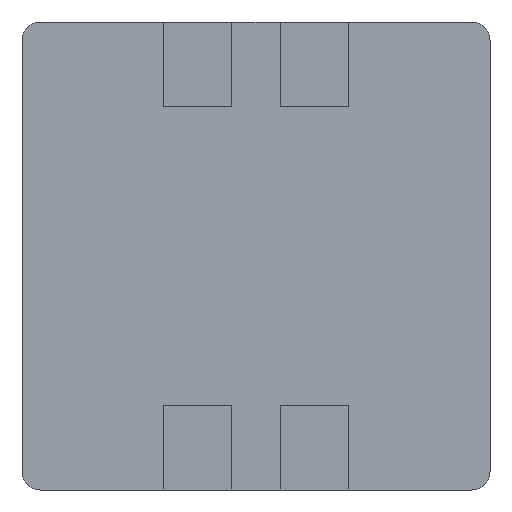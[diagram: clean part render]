
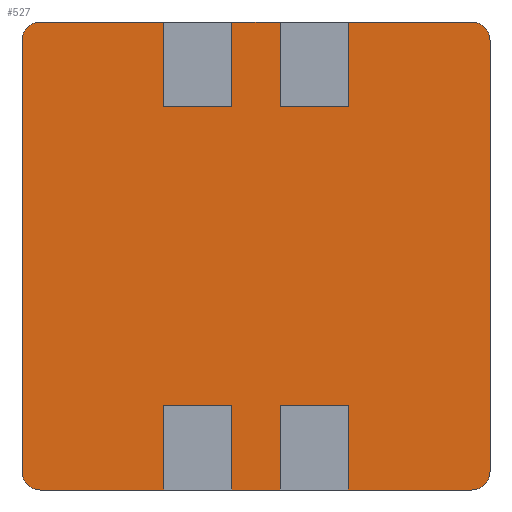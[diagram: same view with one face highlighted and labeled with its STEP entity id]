
A CAD part, front view. The second image highlights one B-rep face of the part: STEP entity #527.
In plain terms, the highlighted planar face has unit normal (0, -1, 0).
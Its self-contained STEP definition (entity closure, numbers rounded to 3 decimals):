
#5=CARTESIAN_POINT('',(5.85,0.,5.85));
#6=DIRECTION('',(0.,-1.,0.));
#7=DIRECTION('',(1.,0.,0.));
#8=AXIS2_PLACEMENT_3D('',#5,#6,#7);
#10=DIRECTION('',(0.,0.,-1.));
#11=VECTOR('',#10,11.7);
#12=CARTESIAN_POINT('',(6.35,0.,5.85));
#13=LINE('',#12,#11);
#14=CARTESIAN_POINT('',(5.85,0.,-5.85));
#15=DIRECTION('',(0.,-1.,0.));
#16=DIRECTION('',(0.,0.,-1.));
#17=AXIS2_PLACEMENT_3D('',#14,#15,#16);
#19=DIRECTION('',(-1.,0.,0.));
#20=VECTOR('',#19,3.35);
#21=CARTESIAN_POINT('',(5.85,0.,-6.35));
#22=LINE('',#21,#20);
#23=DIRECTION('',(0.,0.,1.));
#24=VECTOR('',#23,2.3);
#25=CARTESIAN_POINT('',(2.5,0.,-6.35));
#26=LINE('',#25,#24);
#27=DIRECTION('',(1.,0.,0.));
#28=VECTOR('',#27,1.846);
#29=CARTESIAN_POINT('',(0.654,0.,-4.05));
#30=LINE('',#29,#28);
#31=DIRECTION('',(0.,0.,1.));
#32=VECTOR('',#31,2.3);
#33=CARTESIAN_POINT('',(0.654,0.,-6.35));
#34=LINE('',#33,#32);
#35=DIRECTION('',(-1.,0.,0.));
#36=VECTOR('',#35,1.308);
#37=CARTESIAN_POINT('',(0.654,0.,-6.35));
#38=LINE('',#37,#36);
#39=DIRECTION('',(0.,0.,1.));
#40=VECTOR('',#39,2.3);
#41=CARTESIAN_POINT('',(-0.654,0.,-6.35));
#42=LINE('',#41,#40);
#43=DIRECTION('',(1.,0.,0.));
#44=VECTOR('',#43,1.846);
#45=CARTESIAN_POINT('',(-2.5,0.,-4.05));
#46=LINE('',#45,#44);
#47=DIRECTION('',(0.,0.,1.));
#48=VECTOR('',#47,2.3);
#49=CARTESIAN_POINT('',(-2.5,0.,-6.35));
#50=LINE('',#49,#48);
#51=DIRECTION('',(-1.,0.,0.));
#52=VECTOR('',#51,3.35);
#53=CARTESIAN_POINT('',(-2.5,0.,-6.35));
#54=LINE('',#53,#52);
#55=CARTESIAN_POINT('',(-5.85,0.,-5.85));
#56=DIRECTION('',(0.,-1.,0.));
#57=DIRECTION('',(-1.,0.,0.));
#58=AXIS2_PLACEMENT_3D('',#55,#56,#57);
#60=DIRECTION('',(0.,0.,1.));
#61=VECTOR('',#60,11.7);
#62=CARTESIAN_POINT('',(-6.35,0.,-5.85));
#63=LINE('',#62,#61);
#64=CARTESIAN_POINT('',(-5.85,0.,5.85));
#65=DIRECTION('',(0.,-1.,0.));
#66=DIRECTION('',(0.,0.,1.));
#67=AXIS2_PLACEMENT_3D('',#64,#65,#66);
#69=DIRECTION('',(1.,0.,0.));
#70=VECTOR('',#69,3.35);
#71=CARTESIAN_POINT('',(-5.85,0.,6.35));
#72=LINE('',#71,#70);
#73=DIRECTION('',(0.,0.,-1.));
#74=VECTOR('',#73,2.3);
#75=CARTESIAN_POINT('',(-2.5,0.,6.35));
#76=LINE('',#75,#74);
#77=DIRECTION('',(-1.,0.,0.));
#78=VECTOR('',#77,1.846);
#79=CARTESIAN_POINT('',(-0.654,0.,4.05));
#80=LINE('',#79,#78);
#81=DIRECTION('',(0.,0.,-1.));
#82=VECTOR('',#81,2.3);
#83=CARTESIAN_POINT('',(-0.654,0.,6.35));
#84=LINE('',#83,#82);
#85=DIRECTION('',(1.,0.,0.));
#86=VECTOR('',#85,1.308);
#87=CARTESIAN_POINT('',(-0.654,0.,6.35));
#88=LINE('',#87,#86);
#89=DIRECTION('',(0.,0.,-1.));
#90=VECTOR('',#89,2.3);
#91=CARTESIAN_POINT('',(0.654,0.,6.35));
#92=LINE('',#91,#90);
#93=DIRECTION('',(-1.,0.,0.));
#94=VECTOR('',#93,1.846);
#95=CARTESIAN_POINT('',(2.5,0.,4.05));
#96=LINE('',#95,#94);
#97=DIRECTION('',(0.,0.,-1.));
#98=VECTOR('',#97,2.3);
#99=CARTESIAN_POINT('',(2.5,0.,6.35));
#100=LINE('',#99,#98);
#101=DIRECTION('',(1.,0.,0.));
#102=VECTOR('',#101,3.35);
#103=CARTESIAN_POINT('',(2.5,0.,6.35));
#104=LINE('',#103,#102);
#377=CARTESIAN_POINT('',(-2.5,0.,6.35));
#378=CARTESIAN_POINT('',(-2.5,0.,4.05));
#379=VERTEX_POINT('',#377);
#380=VERTEX_POINT('',#378);
#381=CARTESIAN_POINT('',(-0.654,0.,6.35));
#382=CARTESIAN_POINT('',(-0.654,0.,4.05));
#383=VERTEX_POINT('',#381);
#384=VERTEX_POINT('',#382);
#385=CARTESIAN_POINT('',(0.654,0.,6.35));
#386=CARTESIAN_POINT('',(0.654,0.,4.05));
#387=VERTEX_POINT('',#385);
#388=VERTEX_POINT('',#386);
#389=CARTESIAN_POINT('',(2.5,0.,6.35));
#390=CARTESIAN_POINT('',(2.5,0.,4.05));
#391=VERTEX_POINT('',#389);
#392=VERTEX_POINT('',#390);
#393=CARTESIAN_POINT('',(-2.5,0.,-4.05));
#394=CARTESIAN_POINT('',(-0.654,0.,-4.05));
#395=VERTEX_POINT('',#393);
#396=VERTEX_POINT('',#394);
#397=CARTESIAN_POINT('',(-0.654,0.,-6.35));
#398=VERTEX_POINT('',#397);
#399=CARTESIAN_POINT('',(-2.5,0.,-6.35));
#400=VERTEX_POINT('',#399);
#401=CARTESIAN_POINT('',(0.654,0.,-4.05));
#402=CARTESIAN_POINT('',(2.5,0.,-4.05));
#403=VERTEX_POINT('',#401);
#404=VERTEX_POINT('',#402);
#405=CARTESIAN_POINT('',(2.5,0.,-6.35));
#406=VERTEX_POINT('',#405);
#407=CARTESIAN_POINT('',(0.654,0.,-6.35));
#408=VERTEX_POINT('',#407);
#425=CARTESIAN_POINT('',(6.35,0.,5.85));
#426=CARTESIAN_POINT('',(5.85,0.,6.35));
#427=VERTEX_POINT('',#425);
#428=VERTEX_POINT('',#426);
#433=CARTESIAN_POINT('',(5.85,0.,-6.35));
#434=CARTESIAN_POINT('',(6.35,0.,-5.85));
#435=VERTEX_POINT('',#433);
#436=VERTEX_POINT('',#434);
#441=CARTESIAN_POINT('',(-5.85,0.,6.35));
#442=CARTESIAN_POINT('',(-6.35,0.,5.85));
#443=VERTEX_POINT('',#441);
#444=VERTEX_POINT('',#442);
#449=CARTESIAN_POINT('',(-6.35,0.,-5.85));
#450=CARTESIAN_POINT('',(-5.85,0.,-6.35));
#451=VERTEX_POINT('',#449);
#452=VERTEX_POINT('',#450);
#473=CARTESIAN_POINT('',(0.,0.,0.));
#474=DIRECTION('',(0.,1.,0.));
#475=DIRECTION('',(1.,0.,0.));
#476=AXIS2_PLACEMENT_3D('',#473,#474,#475);
#477=PLANE('',#476);
#479=ORIENTED_EDGE('',*,*,#478,.F.);
#481=ORIENTED_EDGE('',*,*,#480,.T.);
#483=ORIENTED_EDGE('',*,*,#482,.F.);
#485=ORIENTED_EDGE('',*,*,#484,.T.);
#487=ORIENTED_EDGE('',*,*,#486,.T.);
#489=ORIENTED_EDGE('',*,*,#488,.F.);
#491=ORIENTED_EDGE('',*,*,#490,.F.);
#493=ORIENTED_EDGE('',*,*,#492,.T.);
#494=ORIENTED_EDGE('',*,*,#462,.T.);
#496=ORIENTED_EDGE('',*,*,#495,.F.);
#498=ORIENTED_EDGE('',*,*,#497,.F.);
#500=ORIENTED_EDGE('',*,*,#499,.T.);
#502=ORIENTED_EDGE('',*,*,#501,.F.);
#504=ORIENTED_EDGE('',*,*,#503,.T.);
#506=ORIENTED_EDGE('',*,*,#505,.F.);
#508=ORIENTED_EDGE('',*,*,#507,.T.);
#510=ORIENTED_EDGE('',*,*,#509,.T.);
#512=ORIENTED_EDGE('',*,*,#511,.F.);
#514=ORIENTED_EDGE('',*,*,#513,.F.);
#516=ORIENTED_EDGE('',*,*,#515,.T.);
#518=ORIENTED_EDGE('',*,*,#517,.T.);
#520=ORIENTED_EDGE('',*,*,#519,.F.);
#522=ORIENTED_EDGE('',*,*,#521,.F.);
#524=ORIENTED_EDGE('',*,*,#523,.T.);
#525=EDGE_LOOP('',(#479,#481,#483,#485,#487,#489,#491,#493,#494,#496,#498,#500,
#502,#504,#506,#508,#510,#512,#514,#516,#518,#520,#522,#524));
#526=FACE_OUTER_BOUND('',#525,.F.);
#9=CIRCLE('',#8,0.5);
#18=CIRCLE('',#17,0.5);
#59=CIRCLE('',#58,0.5);
#68=CIRCLE('',#67,0.5);
#462=EDGE_CURVE('',#398,#396,#42,.T.);
#478=EDGE_CURVE('',#427,#428,#9,.T.);
#480=EDGE_CURVE('',#427,#436,#13,.T.);
#482=EDGE_CURVE('',#435,#436,#18,.T.);
#484=EDGE_CURVE('',#435,#406,#22,.T.);
#486=EDGE_CURVE('',#406,#404,#26,.T.);
#488=EDGE_CURVE('',#403,#404,#30,.T.);
#490=EDGE_CURVE('',#408,#403,#34,.T.);
#492=EDGE_CURVE('',#408,#398,#38,.T.);
#495=EDGE_CURVE('',#395,#396,#46,.T.);
#497=EDGE_CURVE('',#400,#395,#50,.T.);
#499=EDGE_CURVE('',#400,#452,#54,.T.);
#501=EDGE_CURVE('',#451,#452,#59,.T.);
#503=EDGE_CURVE('',#451,#444,#63,.T.);
#505=EDGE_CURVE('',#443,#444,#68,.T.);
#507=EDGE_CURVE('',#443,#379,#72,.T.);
#509=EDGE_CURVE('',#379,#380,#76,.T.);
#511=EDGE_CURVE('',#384,#380,#80,.T.);
#513=EDGE_CURVE('',#383,#384,#84,.T.);
#515=EDGE_CURVE('',#383,#387,#88,.T.);
#517=EDGE_CURVE('',#387,#388,#92,.T.);
#519=EDGE_CURVE('',#392,#388,#96,.T.);
#521=EDGE_CURVE('',#391,#392,#100,.T.);
#523=EDGE_CURVE('',#391,#428,#104,.T.);
#527=ADVANCED_FACE('',(#526),#477,.F.);
